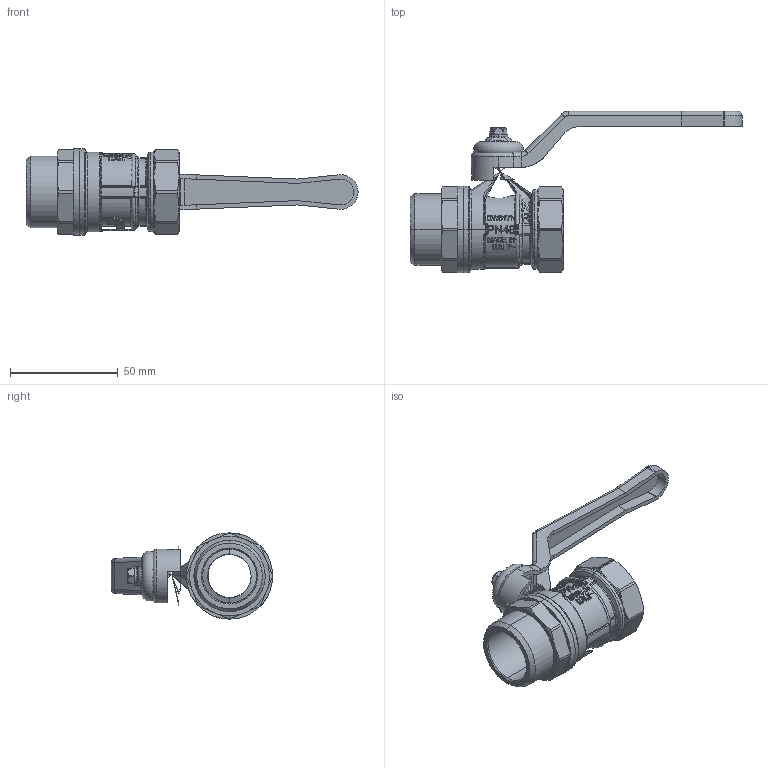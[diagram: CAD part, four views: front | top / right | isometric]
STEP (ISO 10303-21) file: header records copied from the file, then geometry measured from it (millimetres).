
FILE_DESCRIPTION (( 'STEP AP214' ), '1' );
FILE_NAME ('IT-ORIENT11206_R.STEP', '2018-09-21T15:23:24', ( '' ), ( '' ), 'SwSTEP 2.0', 'SolidWorks 2018', '' );
FILE_SCHEMA (( 'AUTOMOTIVE_DESIGN' ));
Length unit declared in the file: millimetre
Products named in the file (1): IT-ORIENT11206_R
Bounding box: 154 x 74.79 x 40 mm (x, y, z)
Surface area: 30802.5 mm2 (no closed solid volume)
Topology: 0 solids, 15 shells, 1143 faces, 2782 edges, 1633 vertices
Faces by surface type: plane 404, bspline 316, cylinder 217, torus 105, cone 58, sphere 43
Entity records: 49785 total; most frequent: CARTESIAN_POINT 29955, ORIENTED_EDGE 5274, EDGE_CURVE 2676, B_SPLINE_CURVE_WITH_KNOTS 2537, DIRECTION 1652, VERTEX_POINT 1591, EDGE_LOOP 1210, ADVANCED_FACE 1141
